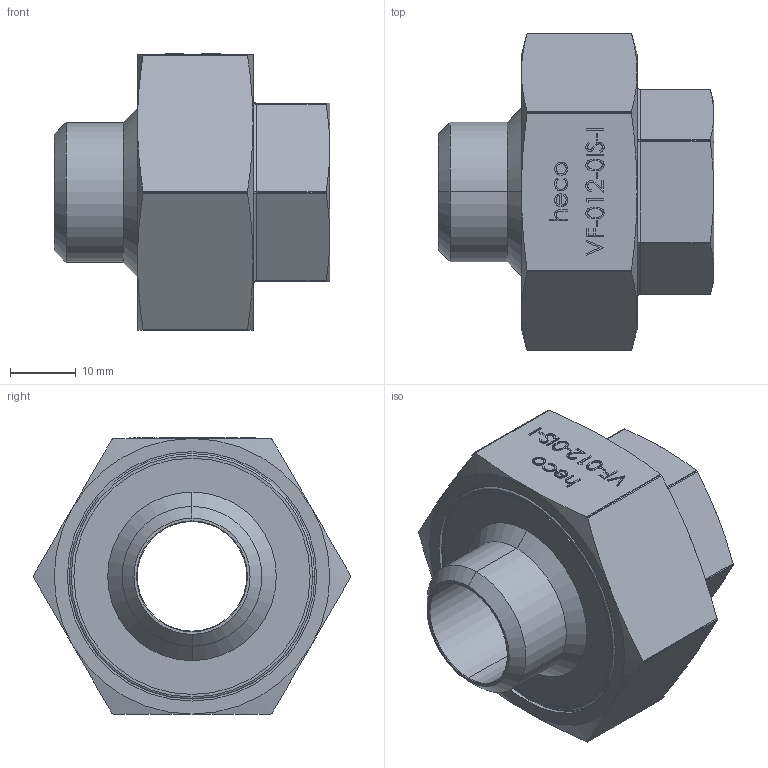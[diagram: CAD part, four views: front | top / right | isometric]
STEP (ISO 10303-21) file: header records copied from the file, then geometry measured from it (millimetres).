
FILE_DESCRIPTION (( 'STEP AP214' ), '1' );
FILE_NAME ('heco_VF-012-0IS-I.STEP', '2016-09-26T12:15:01', ( '' ), ( '' ), 'SwSTEP 2.0', 'SolidWorks 2016', '' );
FILE_SCHEMA (( 'AUTOMOTIVE_DESIGN' ));
Length unit declared in the file: millimetre
Products named in the file (1): heco_VF-012-0IS-I
Bounding box: 42 x 48.4 x 42.1 mm (x, y, z)
Volume: 26790.2 mm3; surface area: 9649.4 mm2
Topology: 1 solids, 1 shells, 269 faces, 676 edges, 430 vertices
Faces by surface type: plane 105, bspline 80, cylinder 50, cone 32, torus 2
Entity records: 13906 total; most frequent: CARTESIAN_POINT 6502, ORIENTED_EDGE 1340, DIRECTION 860, EDGE_CURVE 670, VERTEX_POINT 430, LINE 348, VECTOR 348, EDGE_LOOP 298
